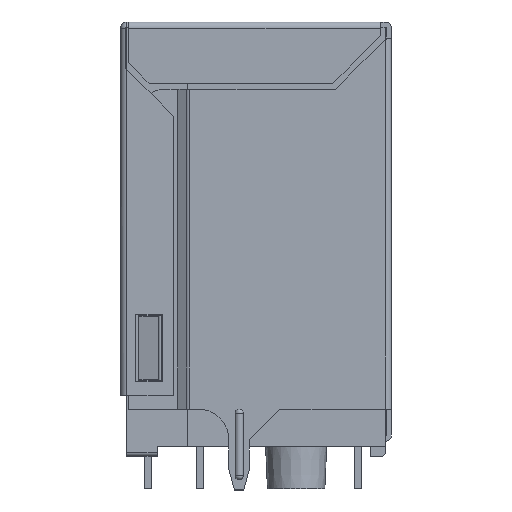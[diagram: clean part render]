
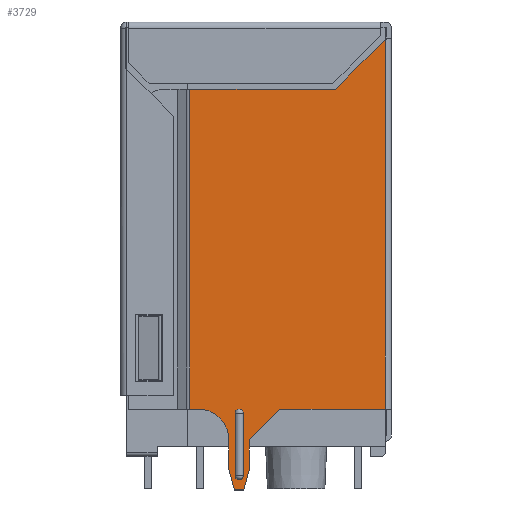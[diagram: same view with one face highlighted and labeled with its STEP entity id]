
A CAD part, left-side view. The second image highlights one B-rep face of the part: STEP entity #3729.
In plain terms, the highlighted planar face has unit normal (-1, 0, 0).
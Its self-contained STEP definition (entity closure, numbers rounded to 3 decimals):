
#52 = ORIENTED_EDGE ( 'NONE', *, *, #7756, .T. ) ;
#393 = VERTEX_POINT ( 'NONE', #10079 ) ;
#434 = DIRECTION ( 'NONE',  ( 0., 0.707, -0.707 ) ) ;
#566 = CARTESIAN_POINT ( 'NONE',  ( -21.01, 12.964, -23.164 ) ) ;
#740 = DIRECTION ( 'NONE',  ( 0., 0., 1. ) ) ;
#743 = CARTESIAN_POINT ( 'NONE',  ( -21.01, 13.364, -19.894 ) ) ;
#879 = LINE ( 'NONE', #10428, #12700 ) ;
#940 = CARTESIAN_POINT ( 'NONE',  ( -21.01, 12.932, -23.864 ) ) ;
#1447 = VERTEX_POINT ( 'NONE', #18659 ) ;
#1691 = AXIS2_PLACEMENT_3D ( 'NONE', #2815, #3092, #6260 ) ;
#1857 = CARTESIAN_POINT ( 'NONE',  ( -21.01, 5.934, -1.694 ) ) ;
#2105 = ORIENTED_EDGE ( 'NONE', *, *, #17288, .F. ) ;
#2162 = CARTESIAN_POINT ( 'NONE',  ( -21.01, 13.164, -23.164 ) ) ;
#2461 = DIRECTION ( 'NONE',  ( 0., 0., -1. ) ) ;
#2620 = CARTESIAN_POINT ( 'NONE',  ( -21.01, 12.964, -19.894 ) ) ;
#2695 = VERTEX_POINT ( 'NONE', #8839 ) ;
#2815 = CARTESIAN_POINT ( 'NONE',  ( -21.01, 5.684, -19.894 ) ) ;
#2889 = CARTESIAN_POINT ( 'NONE',  ( -21.01, 12.664, -21.394 ) ) ;
#2910 = EDGE_CURVE ( 'NONE', #5700, #10209, #5397, .T. ) ;
#3092 = DIRECTION ( 'NONE',  ( 1., 0., 0. ) ) ;
#3137 = AXIS2_PLACEMENT_3D ( 'NONE', #14709, #19399, #18209 ) ;
#3192 = DIRECTION ( 'NONE',  ( 0., 0., 1. ) ) ;
#3269 = DIRECTION ( 'NONE',  ( 0., 1., 0. ) ) ;
#3600 = EDGE_CURVE ( 'NONE', #18511, #11097, #17705, .T. ) ;
#3729 = ADVANCED_FACE ( 'NONE', ( #15729, #4879 ), #7539, .F. ) ;
#3767 = ORIENTED_EDGE ( 'NONE', *, *, #10304, .T. ) ;
#3873 = VECTOR ( 'NONE', #6075, 1000. ) ;
#4099 = VERTEX_POINT ( 'NONE', #17063 ) ;
#4171 = EDGE_CURVE ( 'NONE', #15405, #4099, #9192, .T. ) ;
#4225 = VECTOR ( 'NONE', #7918, 1000. ) ;
#4362 = EDGE_CURVE ( 'NONE', #10895, #14136, #18378, .T. ) ;
#4526 = ORIENTED_EDGE ( 'NONE', *, *, #14220, .F. ) ;
#4548 = CARTESIAN_POINT ( 'NONE',  ( -21.01, 5.984, -19.894 ) ) ;
#4783 = CARTESIAN_POINT ( 'NONE',  ( -21.01, 56.048, -19.894 ) ) ;
#4879 = FACE_OUTER_BOUND ( 'NONE', #8424, .T. ) ;
#4934 = CARTESIAN_POINT ( 'NONE',  ( -21.01, 5.984, -19.894 ) ) ;
#5338 = VECTOR ( 'NONE', #3192, 1000. ) ;
#5397 = LINE ( 'NONE', #1857, #8785 ) ;
#5414 = ORIENTED_EDGE ( 'NONE', *, *, #2910, .T. ) ;
#5556 = CARTESIAN_POINT ( 'NONE',  ( -21.01, 13.364, -20.094 ) ) ;
#5666 = CARTESIAN_POINT ( 'NONE',  ( -21.01, 12.932, -23.864 ) ) ;
#5700 = VERTEX_POINT ( 'NONE', #7535 ) ;
#5706 = VECTOR ( 'NONE', #12441, 1000. ) ;
#5879 = EDGE_CURVE ( 'NONE', #393, #8222, #8631, .T. ) ;
#6075 = DIRECTION ( 'NONE',  ( 0., -1., 0. ) ) ;
#6155 = ORIENTED_EDGE ( 'NONE', *, *, #9916, .T. ) ;
#6260 = DIRECTION ( 'NONE',  ( 0., 0., -1. ) ) ;
#6267 = VERTEX_POINT ( 'NONE', #5666 ) ;
#6273 = CARTESIAN_POINT ( 'NONE',  ( -21.01, 13.364, -23.164 ) ) ;
#6487 = CARTESIAN_POINT ( 'NONE',  ( -21.01, 15.584, -19.894 ) ) ;
#6540 = EDGE_CURVE ( 'NONE', #10126, #393, #19506, .T. ) ;
#6805 = VECTOR ( 'NONE', #18641, 1000. ) ;
#6938 = EDGE_CURVE ( 'NONE', #5700, #15405, #10488, .T. ) ;
#7535 = CARTESIAN_POINT ( 'NONE',  ( -21.01, 5.984, -1.744 ) ) ;
#7539 = PLANE ( 'NONE',  #1691 ) ;
#7544 = CARTESIAN_POINT ( 'NONE',  ( -21.01, 12.664, -22.864 ) ) ;
#7756 = EDGE_CURVE ( 'NONE', #17591, #10895, #10454, .T. ) ;
#7918 = DIRECTION ( 'NONE',  ( 0., 0., -1. ) ) ;
#8222 = VERTEX_POINT ( 'NONE', #5556 ) ;
#8398 = DIRECTION ( 'NONE',  ( -1., 0., 0. ) ) ;
#8424 = EDGE_LOOP ( 'NONE', ( #16180, #52, #12748, #6155, #19998, #15012, #17367, #16850, #14880, #5414, #4526, #2105, #3767 ) ) ;
#8440 = VECTOR ( 'NONE', #13877, 1000. ) ;
#8545 = ORIENTED_EDGE ( 'NONE', *, *, #6540, .F. ) ;
#8547 = DIRECTION ( 'NONE',  ( 0., -0.259, -0.966 ) ) ;
#8631 = CIRCLE ( 'NONE', #13208, 0.2 ) ;
#8747 = EDGE_CURVE ( 'NONE', #10774, #17591, #18646, .T. ) ;
#8785 = VECTOR ( 'NONE', #434, 1000. ) ;
#8839 = CARTESIAN_POINT ( 'NONE',  ( -21.01, 15.584, -19.894 ) ) ;
#9192 = LINE ( 'NONE', #4783, #6805 ) ;
#9409 = LINE ( 'NONE', #6487, #5338 ) ;
#9649 = LINE ( 'NONE', #9768, #13288 ) ;
#9768 = CARTESIAN_POINT ( 'NONE',  ( -21.01, 12.664, -22.864 ) ) ;
#9865 = EDGE_CURVE ( 'NONE', #6267, #18511, #9649, .T. ) ;
#9916 = EDGE_CURVE ( 'NONE', #14136, #6267, #13265, .T. ) ;
#9928 = VECTOR ( 'NONE', #11702, 1000. ) ;
#10079 = CARTESIAN_POINT ( 'NONE',  ( -21.01, 12.964, -20.094 ) ) ;
#10126 = VERTEX_POINT ( 'NONE', #566 ) ;
#10209 = VERTEX_POINT ( 'NONE', #11013 ) ;
#10258 = LINE ( 'NONE', #12649, #5706 ) ;
#10304 = EDGE_CURVE ( 'NONE', #2695, #10774, #17140, .T. ) ;
#10428 = CARTESIAN_POINT ( 'NONE',  ( -21.01, 5.934, -4.194 ) ) ;
#10454 = LINE ( 'NONE', #18507, #11170 ) ;
#10488 = LINE ( 'NONE', #4548, #4225 ) ;
#10664 = VECTOR ( 'NONE', #2461, 1000. ) ;
#10774 = VERTEX_POINT ( 'NONE', #17836 ) ;
#10895 = VERTEX_POINT ( 'NONE', #11071 ) ;
#10978 = VERTEX_POINT ( 'NONE', #6273 ) ;
#11013 = CARTESIAN_POINT ( 'NONE',  ( -21.01, 8.434, -4.194 ) ) ;
#11047 = EDGE_CURVE ( 'NONE', #8222, #10978, #18422, .T. ) ;
#11071 = CARTESIAN_POINT ( 'NONE',  ( -21.01, 13.664, -22.864 ) ) ;
#11097 = VERTEX_POINT ( 'NONE', #2889 ) ;
#11170 = VECTOR ( 'NONE', #20083, 1000. ) ;
#11217 = AXIS2_PLACEMENT_3D ( 'NONE', #2162, #8398, #17940 ) ;
#11497 = CARTESIAN_POINT ( 'NONE',  ( -21.01, 13.397, -23.864 ) ) ;
#11702 = DIRECTION ( 'NONE',  ( 0., 0., 1. ) ) ;
#12058 = VECTOR ( 'NONE', #8547, 1000. ) ;
#12258 = CIRCLE ( 'NONE', #11217, 0.2 ) ;
#12441 = DIRECTION ( 'NONE',  ( 0., -0.707, 0.707 ) ) ;
#12649 = CARTESIAN_POINT ( 'NONE',  ( -21.01, 12.664, -21.394 ) ) ;
#12700 = VECTOR ( 'NONE', #13654, 1000. ) ;
#12748 = ORIENTED_EDGE ( 'NONE', *, *, #4362, .T. ) ;
#12905 = EDGE_CURVE ( 'NONE', #10978, #10126, #12258, .T. ) ;
#13019 = DIRECTION ( 'NONE',  ( 0., -0.259, 0.966 ) ) ;
#13208 = AXIS2_PLACEMENT_3D ( 'NONE', #15307, #16876, #3269 ) ;
#13265 = LINE ( 'NONE', #940, #3873 ) ;
#13288 = VECTOR ( 'NONE', #13019, 1000. ) ;
#13580 = ORIENTED_EDGE ( 'NONE', *, *, #11047, .F. ) ;
#13654 = DIRECTION ( 'NONE',  ( 0., -1., 0. ) ) ;
#13733 = CARTESIAN_POINT ( 'NONE',  ( -21.01, 5.934, -19.894 ) ) ;
#13877 = DIRECTION ( 'NONE',  ( 0., -1., 0. ) ) ;
#14136 = VERTEX_POINT ( 'NONE', #11497 ) ;
#14220 = EDGE_CURVE ( 'NONE', #1447, #10209, #879, .T. ) ;
#14709 = CARTESIAN_POINT ( 'NONE',  ( -21.01, 15.164, -21.394 ) ) ;
#14769 = CARTESIAN_POINT ( 'NONE',  ( -21.01, 12.664, -21.394 ) ) ;
#14880 = ORIENTED_EDGE ( 'NONE', *, *, #6938, .F. ) ;
#15012 = ORIENTED_EDGE ( 'NONE', *, *, #3600, .T. ) ;
#15307 = CARTESIAN_POINT ( 'NONE',  ( -21.01, 13.164, -20.094 ) ) ;
#15353 = VECTOR ( 'NONE', #740, 1000. ) ;
#15405 = VERTEX_POINT ( 'NONE', #4934 ) ;
#15729 = FACE_BOUND ( 'NONE', #16051, .T. ) ;
#16042 = CARTESIAN_POINT ( 'NONE',  ( -21.01, 13.664, -22.864 ) ) ;
#16051 = EDGE_LOOP ( 'NONE', ( #8545, #17590, #13580, #17279 ) ) ;
#16180 = ORIENTED_EDGE ( 'NONE', *, *, #8747, .T. ) ;
#16850 = ORIENTED_EDGE ( 'NONE', *, *, #4171, .F. ) ;
#16876 = DIRECTION ( 'NONE',  ( -1., 0., 0. ) ) ;
#17063 = CARTESIAN_POINT ( 'NONE',  ( -21.01, 11.164, -19.894 ) ) ;
#17140 = LINE ( 'NONE', #13733, #8440 ) ;
#17279 = ORIENTED_EDGE ( 'NONE', *, *, #5879, .F. ) ;
#17288 = EDGE_CURVE ( 'NONE', #2695, #1447, #9409, .T. ) ;
#17367 = ORIENTED_EDGE ( 'NONE', *, *, #19863, .T. ) ;
#17590 = ORIENTED_EDGE ( 'NONE', *, *, #12905, .F. ) ;
#17591 = VERTEX_POINT ( 'NONE', #18798 ) ;
#17705 = LINE ( 'NONE', #14769, #9928 ) ;
#17836 = CARTESIAN_POINT ( 'NONE',  ( -21.01, 15.164, -19.894 ) ) ;
#17940 = DIRECTION ( 'NONE',  ( 0., 1., 0. ) ) ;
#18209 = DIRECTION ( 'NONE',  ( 0., 0., -1. ) ) ;
#18378 = LINE ( 'NONE', #16042, #12058 ) ;
#18422 = LINE ( 'NONE', #743, #10664 ) ;
#18507 = CARTESIAN_POINT ( 'NONE',  ( -21.01, 13.664, -19.894 ) ) ;
#18511 = VERTEX_POINT ( 'NONE', #7544 ) ;
#18641 = DIRECTION ( 'NONE',  ( 0., 1., 0. ) ) ;
#18646 = CIRCLE ( 'NONE', #3137, 1.5 ) ;
#18659 = CARTESIAN_POINT ( 'NONE',  ( -21.01, 15.584, -4.194 ) ) ;
#18798 = CARTESIAN_POINT ( 'NONE',  ( -21.01, 13.664, -21.394 ) ) ;
#19399 = DIRECTION ( 'NONE',  ( 1., 0., 0. ) ) ;
#19506 = LINE ( 'NONE', #2620, #15353 ) ;
#19863 = EDGE_CURVE ( 'NONE', #11097, #4099, #10258, .T. ) ;
#19998 = ORIENTED_EDGE ( 'NONE', *, *, #9865, .T. ) ;
#20083 = DIRECTION ( 'NONE',  ( 0., 0., -1. ) ) ;
